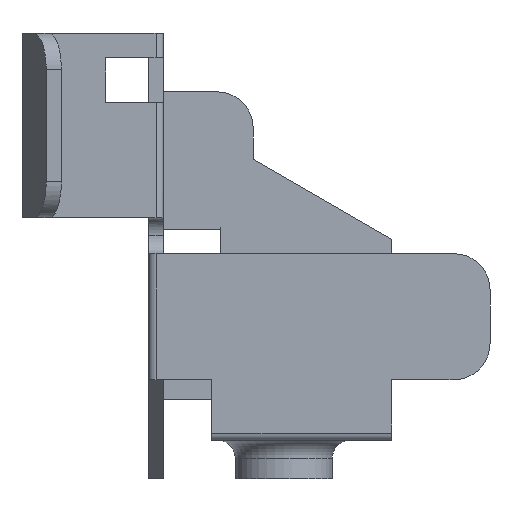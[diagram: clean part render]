
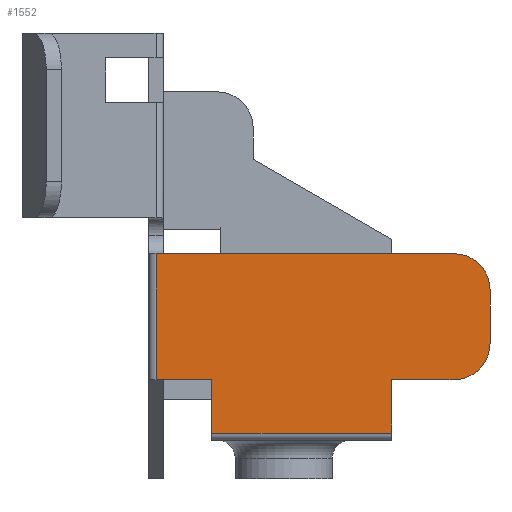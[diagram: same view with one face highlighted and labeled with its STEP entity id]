
A CAD part, left-side view. The second image highlights one B-rep face of the part: STEP entity #1552.
In plain terms, the highlighted planar face has unit normal (-1, 0, 0).
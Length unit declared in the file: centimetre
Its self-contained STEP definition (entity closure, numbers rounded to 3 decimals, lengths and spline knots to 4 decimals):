
#46=CIRCLE($,#1639,0.2);
#53=CIRCLE($,#1654,0.2);
#102=PLANE($,#1653);
#156=FACE_OUTER_BOUND($,#237,.T.);
#237=EDGE_LOOP($,(#1152,#1153,#1154,#1155,#1156,#1157,#1158,#1159,#1160,
#1161,#1162));
#352=LINE($,#2298,#522);
#357=LINE($,#2309,#527);
#365=LINE($,#2326,#535);
#384=LINE($,#2368,#554);
#385=LINE($,#2371,#555);
#386=LINE($,#2373,#556);
#387=LINE($,#2375,#557);
#388=LINE($,#2377,#558);
#389=LINE($,#2379,#559);
#522=VECTOR($,#1831,0.3);
#527=VECTOR($,#1840,1.657);
#535=VECTOR($,#1852,0.04);
#554=VECTOR($,#1883,0.7);
#555=VECTOR($,#1886,0.27);
#556=VECTOR($,#1887,0.297);
#557=VECTOR($,#1888,1.);
#558=VECTOR($,#1889,0.297);
#559=VECTOR($,#1890,0.347);
#693=VERTEX_POINT($,#2273);
#694=VERTEX_POINT($,#2275);
#703=VERTEX_POINT($,#2297);
#707=VERTEX_POINT($,#2307);
#713=VERTEX_POINT($,#2323);
#714=VERTEX_POINT($,#2325);
#732=VERTEX_POINT($,#2370);
#733=VERTEX_POINT($,#2372);
#734=VERTEX_POINT($,#2374);
#735=VERTEX_POINT($,#2376);
#736=VERTEX_POINT($,#2378);
#854=EDGE_CURVE($,#693,#694,#46,.T.);
#865=EDGE_CURVE($,#694,#703,#352,.F.);
#871=EDGE_CURVE($,#693,#707,#357,.T.);
#879=EDGE_CURVE($,#714,#713,#365,.T.);
#902=EDGE_CURVE($,#714,#707,#384,.T.);
#903=EDGE_CURVE($,#732,#713,#385,.F.);
#904=EDGE_CURVE($,#732,#733,#386,.F.);
#905=EDGE_CURVE($,#734,#733,#387,.T.);
#906=EDGE_CURVE($,#734,#735,#388,.F.);
#907=EDGE_CURVE($,#736,#735,#389,.F.);
#908=EDGE_CURVE($,#703,#736,#53,.T.);
#1152=ORIENTED_EDGE($,*,*,#854,.F.);
#1153=ORIENTED_EDGE($,*,*,#871,.T.);
#1154=ORIENTED_EDGE($,*,*,#902,.F.);
#1155=ORIENTED_EDGE($,*,*,#879,.T.);
#1156=ORIENTED_EDGE($,*,*,#903,.F.);
#1157=ORIENTED_EDGE($,*,*,#904,.T.);
#1158=ORIENTED_EDGE($,*,*,#905,.F.);
#1159=ORIENTED_EDGE($,*,*,#906,.T.);
#1160=ORIENTED_EDGE($,*,*,#907,.F.);
#1161=ORIENTED_EDGE($,*,*,#908,.F.);
#1162=ORIENTED_EDGE($,*,*,#865,.F.);
#1552=ADVANCED_FACE($,(#156),#102,.F.);
#1639=AXIS2_PLACEMENT_3D($,#2276,#1814,#1815);
#1653=AXIS2_PLACEMENT_3D($,#2369,#1884,#1885);
#1654=AXIS2_PLACEMENT_3D($,#2380,#1891,#1892);
#1814=DIRECTION('center_axis',(1.,0.,0.));
#1815=DIRECTION('ref_axis',(0.,-0.707,0.707));
#1831=DIRECTION($,(0.,0.,1.));
#1840=DIRECTION($,(0.,1.,0.));
#1852=DIRECTION($,(0.,-1.,0.));
#1883=DIRECTION($,(0.,0.,1.));
#1884=DIRECTION('center_axis',(1.,0.,0.));
#1885=DIRECTION('ref_axis',(0.,0.,-1.));
#1886=DIRECTION($,(0.,-1.,0.));
#1887=DIRECTION($,(0.,0.,1.));
#1888=DIRECTION($,(0.,1.,0.));
#1889=DIRECTION($,(0.,0.,-1.));
#1890=DIRECTION($,(0.,-1.,0.));
#1891=DIRECTION('center_axis',(1.,0.,0.));
#1892=DIRECTION('ref_axis',(0.,-0.707,-0.707));
#2273=CARTESIAN_POINT('',(-11.416,9.343,1.25));
#2275=CARTESIAN_POINT('',(-11.416,9.143,1.05));
#2276=CARTESIAN_POINT('Origin',(-11.416,9.343,1.05));
#2297=CARTESIAN_POINT('',(-11.416,9.143,0.75));
#2298=CARTESIAN_POINT($,(-11.416,9.143,1.55));
#2307=CARTESIAN_POINT('',(-11.416,11.,1.25));
#2309=CARTESIAN_POINT($,(-11.416,11.02,1.25));
#2323=CARTESIAN_POINT('',(-11.416,10.96,0.55));
#2325=CARTESIAN_POINT('',(-11.416,11.,0.55));
#2326=CARTESIAN_POINT($,(-11.416,11.295,0.55));
#2368=CARTESIAN_POINT($,(-11.416,11.,1.236));
#2369=CARTESIAN_POINT('Origin',(-11.416,11.,1.236));
#2370=CARTESIAN_POINT('',(-11.416,10.69,0.55));
#2371=CARTESIAN_POINT($,(-11.416,10.59,0.55));
#2372=CARTESIAN_POINT('',(-11.416,10.69,0.253));
#2373=CARTESIAN_POINT($,(-11.416,10.69,0.55));
#2374=CARTESIAN_POINT('',(-11.416,9.69,0.253));
#2375=CARTESIAN_POINT($,(-11.416,10.52,0.253));
#2376=CARTESIAN_POINT('',(-11.416,9.69,0.55));
#2377=CARTESIAN_POINT($,(-11.416,9.69,0.55));
#2378=CARTESIAN_POINT('',(-11.416,9.343,0.55));
#2379=CARTESIAN_POINT($,(-11.416,10.59,0.55));
#2380=CARTESIAN_POINT('Origin',(-11.416,9.343,0.75));
